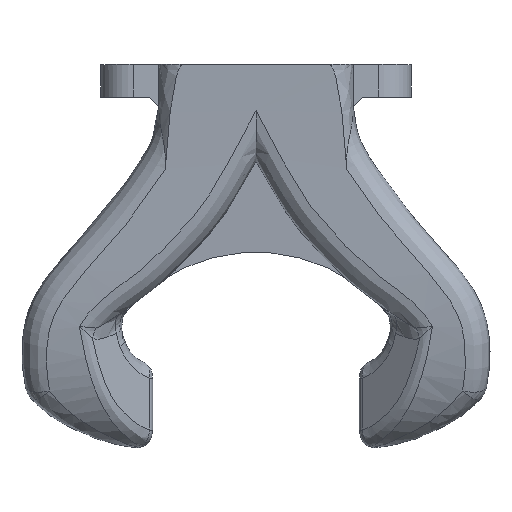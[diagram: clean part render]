
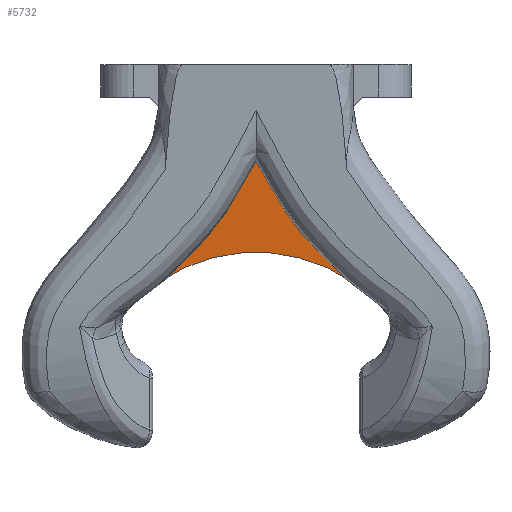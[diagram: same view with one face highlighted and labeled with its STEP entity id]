
A CAD part, top view. The second image highlights one B-rep face of the part: STEP entity #5732.
In plain terms, the highlighted planar face has unit normal (0, -0.087, 0.996).
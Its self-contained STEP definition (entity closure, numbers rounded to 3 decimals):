
#155=B_SPLINE_CURVE_WITH_KNOTS('',3,(#9162,#9163,#9164,#9165,#9166,#9167),
 .UNSPECIFIED.,.F.,.F.,(4,2,4),(-1.36,-0.714,-0.656),
 .UNSPECIFIED.);
#266=B_SPLINE_CURVE_WITH_KNOTS('',3,(#11866,#11867,#11868,#11869,#11870,
#11871,#11872,#11873,#11874,#11875),.UNSPECIFIED.,.F.,.F.,(4,2,2,2,4),(-0.267,
-0.215,-0.14,-0.042,0.),
 .UNSPECIFIED.);
#285=B_SPLINE_CURVE_WITH_KNOTS('',3,(#12144,#12145,#12146,#12147,#12148,
#12149,#12150,#12151,#12152,#12153),.UNSPECIFIED.,.F.,.F.,(4,2,2,2,4),(-1.302,
-0.811,-0.533,-0.26,-0.24),
 .UNSPECIFIED.);
#551=B_SPLINE_CURVE_WITH_KNOTS('',3,(#19946,#19947,#19948,#19949,#19950,
#19951,#19952,#19953),.UNSPECIFIED.,.F.,.F.,(4,2,2,4),(-0.837,
-0.612,-0.315,0.),
 .UNSPECIFIED.);
#552=B_SPLINE_CURVE_WITH_KNOTS('',3,(#19954,#19955,#19956,#19957),
 .UNSPECIFIED.,.F.,.F.,(4,4),(-0.602,-0.253),
 .UNSPECIFIED.);
#553=B_SPLINE_CURVE_WITH_KNOTS('',3,(#19960,#19961,#19962,#19963,#19964,
#19965),.UNSPECIFIED.,.F.,.F.,(4,2,4),(-0.863,-0.789,
0.),.UNSPECIFIED.);
#554=B_SPLINE_CURVE_WITH_KNOTS('',3,(#19967,#19968,#19969,#19970),
 .UNSPECIFIED.,.F.,.F.,(4,4),(-0.397,-0.001),
 .UNSPECIFIED.);
#555=B_SPLINE_CURVE_WITH_KNOTS('',3,(#19971,#19972,#19973,#19974,#19975,
#19976,#19977,#19978),.UNSPECIFIED.,.F.,.F.,(4,2,2,4),(-2.301,
-1.663,-0.931,-0.175),.UNSPECIFIED.);
#833=CIRCLE('',#6133,21.);
#1135=FACE_OUTER_BOUND('',#1432,.T.);
#1432=EDGE_LOOP('',(#5023,#5024,#5025,#5026,#5027,#5028,#5029,#5030,#5031));
#2175=VERTEX_POINT('',#9159);
#2176=VERTEX_POINT('',#9161);
#2308=VERTEX_POINT('',#11858);
#2309=VERTEX_POINT('',#11865);
#2330=VERTEX_POINT('',#12141);
#2331=VERTEX_POINT('',#12143);
#2587=VERTEX_POINT('',#19945);
#2588=VERTEX_POINT('',#19959);
#2589=VERTEX_POINT('',#19966);
#2920=EDGE_CURVE('',#2175,#2176,#155,.T.);
#3073=EDGE_CURVE('',#2308,#2309,#266,.T.);
#3100=EDGE_CURVE('',#2330,#2331,#285,.T.);
#3451=EDGE_CURVE('',#2308,#2331,#833,.F.);
#3453=EDGE_CURVE('',#2587,#2330,#551,.T.);
#3454=EDGE_CURVE('',#2176,#2587,#552,.T.);
#3455=EDGE_CURVE('',#2588,#2175,#553,.T.);
#3456=EDGE_CURVE('',#2589,#2588,#554,.T.);
#3457=EDGE_CURVE('',#2309,#2589,#555,.T.);
#5023=ORIENTED_EDGE('',*,*,#3451,.T.);
#5024=ORIENTED_EDGE('',*,*,#3100,.F.);
#5025=ORIENTED_EDGE('',*,*,#3453,.F.);
#5026=ORIENTED_EDGE('',*,*,#3454,.F.);
#5027=ORIENTED_EDGE('',*,*,#2920,.F.);
#5028=ORIENTED_EDGE('',*,*,#3455,.F.);
#5029=ORIENTED_EDGE('',*,*,#3456,.F.);
#5030=ORIENTED_EDGE('',*,*,#3457,.F.);
#5031=ORIENTED_EDGE('',*,*,#3073,.F.);
#5487=PLANE('',#6134);
#5732=ADVANCED_FACE('',(#1135),#5487,.T.);
#6133=AXIS2_PLACEMENT_3D('',#19877,#7022,#7023);
#6134=AXIS2_PLACEMENT_3D('',#19958,#7024,#7025);
#7022=DIRECTION('center_axis',(0.,-0.087,
0.996));
#7023=DIRECTION('ref_axis',(0.896,0.441,0.039));
#7024=DIRECTION('center_axis',(0.,-0.087,
0.996));
#7025=DIRECTION('ref_axis',(1.,0.,0.));
#9159=CARTESIAN_POINT('',(0.001,105.148,-26.868));
#9161=CARTESIAN_POINT('',(3.946,98.508,-27.449));
#9162=CARTESIAN_POINT('Ctrl Pts',(0.001,105.148,
-26.868));
#9163=CARTESIAN_POINT('Ctrl Pts',(1.231,102.827,-27.071));
#9164=CARTESIAN_POINT('Ctrl Pts',(2.412,100.764,-27.252));
#9165=CARTESIAN_POINT('Ctrl Pts',(3.731,98.822,-27.422));
#9166=CARTESIAN_POINT('Ctrl Pts',(3.84,98.664,-27.435));
#9167=CARTESIAN_POINT('Ctrl Pts',(3.948,98.51,-27.449));
#11858=CARTESIAN_POINT('',(-16.989,85.422,-28.594));
#11865=CARTESIAN_POINT('',(-15.481,88.393,-28.334));
#11866=CARTESIAN_POINT('Ctrl Pts',(-16.989,85.422,-28.594));
#11867=CARTESIAN_POINT('Ctrl Pts',(-17.026,85.87,-28.555));
#11868=CARTESIAN_POINT('Ctrl Pts',(-16.987,86.204,-28.525));
#11869=CARTESIAN_POINT('Ctrl Pts',(-16.881,86.761,-28.477));
#11870=CARTESIAN_POINT('Ctrl Pts',(-16.768,87.072,-28.449));
#11871=CARTESIAN_POINT('Ctrl Pts',(-16.363,87.729,-28.392));
#11872=CARTESIAN_POINT('Ctrl Pts',(-16.071,87.983,-28.37));
#11873=CARTESIAN_POINT('Ctrl Pts',(-15.715,88.242,-28.347));
#11874=CARTESIAN_POINT('Ctrl Pts',(-15.598,88.318,-28.34));
#11875=CARTESIAN_POINT('Ctrl Pts',(-15.481,88.393,-28.334));
#12141=CARTESIAN_POINT('',(15.483,88.393,-28.334));
#12143=CARTESIAN_POINT('',(16.986,85.361,-28.599));
#12144=CARTESIAN_POINT('Ctrl Pts',(15.483,88.393,-28.334));
#12145=CARTESIAN_POINT('Ctrl Pts',(15.788,88.199,-28.351));
#12146=CARTESIAN_POINT('Ctrl Pts',(16.111,87.981,-28.37));
#12147=CARTESIAN_POINT('Ctrl Pts',(16.549,87.45,-28.416));
#12148=CARTESIAN_POINT('Ctrl Pts',(16.736,87.169,-28.441));
#12149=CARTESIAN_POINT('Ctrl Pts',(16.988,86.37,-28.511));
#12150=CARTESIAN_POINT('Ctrl Pts',(17.029,85.934,-28.549));
#12151=CARTESIAN_POINT('Ctrl Pts',(16.993,85.432,-28.593));
#12152=CARTESIAN_POINT('Ctrl Pts',(16.99,85.397,-28.596));
#12153=CARTESIAN_POINT('Ctrl Pts',(16.986,85.361,-28.599));
#19877=CARTESIAN_POINT('Origin',(-0.024,73.093,-29.673));
#19945=CARTESIAN_POINT('',(6.356,95.624,-27.701));
#19946=CARTESIAN_POINT('Ctrl Pts',(6.356,95.624,-27.701));
#19947=CARTESIAN_POINT('Ctrl Pts',(7.052,94.91,-27.764));
#19948=CARTESIAN_POINT('Ctrl Pts',(7.817,94.204,-27.826));
#19949=CARTESIAN_POINT('Ctrl Pts',(9.853,92.421,-27.981));
#19950=CARTESIAN_POINT('Ctrl Pts',(11.033,91.427,-28.068));
#19951=CARTESIAN_POINT('Ctrl Pts',(13.593,89.555,-28.232));
#19952=CARTESIAN_POINT('Ctrl Pts',(14.6,88.958,-28.284));
#19953=CARTESIAN_POINT('Ctrl Pts',(15.483,88.393,-28.334));
#19954=CARTESIAN_POINT('Ctrl Pts',(3.946,98.508,-27.449));
#19955=CARTESIAN_POINT('Ctrl Pts',(4.709,97.42,-27.544));
#19956=CARTESIAN_POINT('Ctrl Pts',(5.519,96.481,-27.626));
#19957=CARTESIAN_POINT('Ctrl Pts',(6.356,95.624,-27.701));
#19958=CARTESIAN_POINT('Origin',(0.001,102.429,-27.106));
#19959=CARTESIAN_POINT('',(-3.944,98.508,-27.449));
#19960=CARTESIAN_POINT('Ctrl Pts',(-3.945,98.51,-27.449));
#19961=CARTESIAN_POINT('Ctrl Pts',(-3.833,98.669,-27.435));
#19962=CARTESIAN_POINT('Ctrl Pts',(-3.721,98.832,-27.421));
#19963=CARTESIAN_POINT('Ctrl Pts',(-2.403,100.775,-27.251));
#19964=CARTESIAN_POINT('Ctrl Pts',(-1.226,102.831,-27.071));
#19965=CARTESIAN_POINT('Ctrl Pts',(0.001,105.148,
-26.868));
#19966=CARTESIAN_POINT('',(-6.334,95.643,-27.7));
#19967=CARTESIAN_POINT('Ctrl Pts',(-6.334,95.643,-27.7));
#19968=CARTESIAN_POINT('Ctrl Pts',(-5.504,96.495,-27.625));
#19969=CARTESIAN_POINT('Ctrl Pts',(-4.701,97.429,-27.543));
#19970=CARTESIAN_POINT('Ctrl Pts',(-3.943,98.508,-27.449));
#19971=CARTESIAN_POINT('Ctrl Pts',(-15.481,88.393,-28.334));
#19972=CARTESIAN_POINT('Ctrl Pts',(-14.903,88.762,-28.302));
#19973=CARTESIAN_POINT('Ctrl Pts',(-14.324,89.113,-28.271));
#19974=CARTESIAN_POINT('Ctrl Pts',(-12.839,90.098,-28.185));
#19975=CARTESIAN_POINT('Ctrl Pts',(-12.092,90.636,-28.138));
#19976=CARTESIAN_POINT('Ctrl Pts',(-10.551,91.84,-28.032));
#19977=CARTESIAN_POINT('Ctrl Pts',(-8.235,93.692,-27.87));
#19978=CARTESIAN_POINT('Ctrl Pts',(-6.334,95.643,-27.7));
